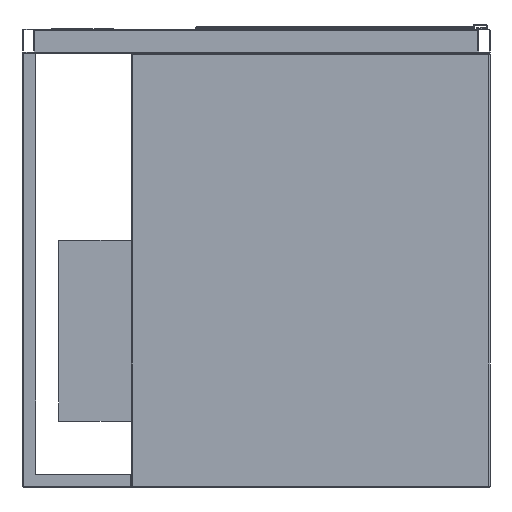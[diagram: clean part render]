
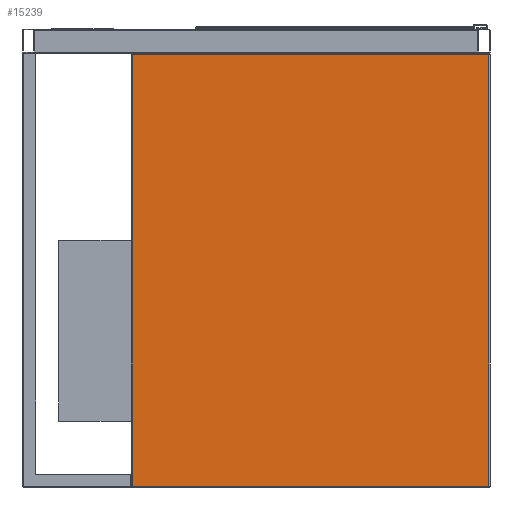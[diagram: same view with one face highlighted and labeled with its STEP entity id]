
A CAD part, front view. The second image highlights one B-rep face of the part: STEP entity #15239.
In plain terms, the highlighted planar face has unit normal (0, -1, 0).
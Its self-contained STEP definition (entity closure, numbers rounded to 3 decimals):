
#8 = VECTOR ( 'NONE', #11909, 1000. ) ;
#318 = VECTOR ( 'NONE', #12271, 1000. ) ;
#954 = CARTESIAN_POINT ( 'NONE',  ( -295.5, -255., -758. ) ) ;
#1472 = PLANE ( 'NONE',  #2624 ) ;
#1856 = ORIENTED_EDGE ( 'NONE', *, *, #11231, .T. ) ;
#2120 = LINE ( 'NONE', #6874, #14555 ) ;
#2240 = EDGE_CURVE ( 'NONE', #5971, #7053, #2120, .T. ) ;
#2437 = CARTESIAN_POINT ( 'NONE',  ( -295.5, -255., -760. ) ) ;
#2531 = CARTESIAN_POINT ( 'NONE',  ( 295.5, -255., -758. ) ) ;
#2624 = AXIS2_PLACEMENT_3D ( 'NONE', #9484, #3889, #5051 ) ;
#2871 = LINE ( 'NONE', #14895, #318 ) ;
#3043 = EDGE_LOOP ( 'NONE', ( #3696, #12143, #5588, #1856 ) ) ;
#3080 = VECTOR ( 'NONE', #13738, 1000. ) ;
#3696 = ORIENTED_EDGE ( 'NONE', *, *, #12546, .T. ) ;
#3889 = DIRECTION ( 'NONE',  ( 0., -1., 0. ) ) ;
#4379 = CARTESIAN_POINT ( 'NONE',  ( -295.5, -255., -42. ) ) ;
#4397 = EDGE_CURVE ( 'NONE', #12151, #5971, #4776, .T. ) ;
#4776 = LINE ( 'NONE', #2437, #8 ) ;
#5051 = DIRECTION ( 'NONE',  ( 0., 0., -1. ) ) ;
#5446 = LINE ( 'NONE', #11426, #3080 ) ;
#5588 = ORIENTED_EDGE ( 'NONE', *, *, #2240, .T. ) ;
#5971 = VERTEX_POINT ( 'NONE', #954 ) ;
#6874 = CARTESIAN_POINT ( 'NONE',  ( -297.5, -255., -758. ) ) ;
#7053 = VERTEX_POINT ( 'NONE', #2531 ) ;
#7641 = VERTEX_POINT ( 'NONE', #14188 ) ;
#9484 = CARTESIAN_POINT ( 'NONE',  ( -297.5, -255., -760. ) ) ;
#11231 = EDGE_CURVE ( 'NONE', #7053, #7641, #2871, .T. ) ;
#11426 = CARTESIAN_POINT ( 'NONE',  ( -297.5, -255., -42. ) ) ;
#11609 = DIRECTION ( 'NONE',  ( 1., 0., 0. ) ) ;
#11909 = DIRECTION ( 'NONE',  ( 0., 0., -1. ) ) ;
#12143 = ORIENTED_EDGE ( 'NONE', *, *, #4397, .T. ) ;
#12151 = VERTEX_POINT ( 'NONE', #4379 ) ;
#12271 = DIRECTION ( 'NONE',  ( 0., 0., 1. ) ) ;
#12546 = EDGE_CURVE ( 'NONE', #7641, #12151, #5446, .T. ) ;
#13738 = DIRECTION ( 'NONE',  ( -1., 0., 0. ) ) ;
#14188 = CARTESIAN_POINT ( 'NONE',  ( 295.5, -255., -42. ) ) ;
#14436 = FACE_OUTER_BOUND ( 'NONE', #3043, .T. ) ;
#14555 = VECTOR ( 'NONE', #11609, 1000. ) ;
#14895 = CARTESIAN_POINT ( 'NONE',  ( 295.5, -255., -760. ) ) ;
#15239 = ADVANCED_FACE ( 'Fl�che8', ( #14436 ), #1472, .T. ) ;
